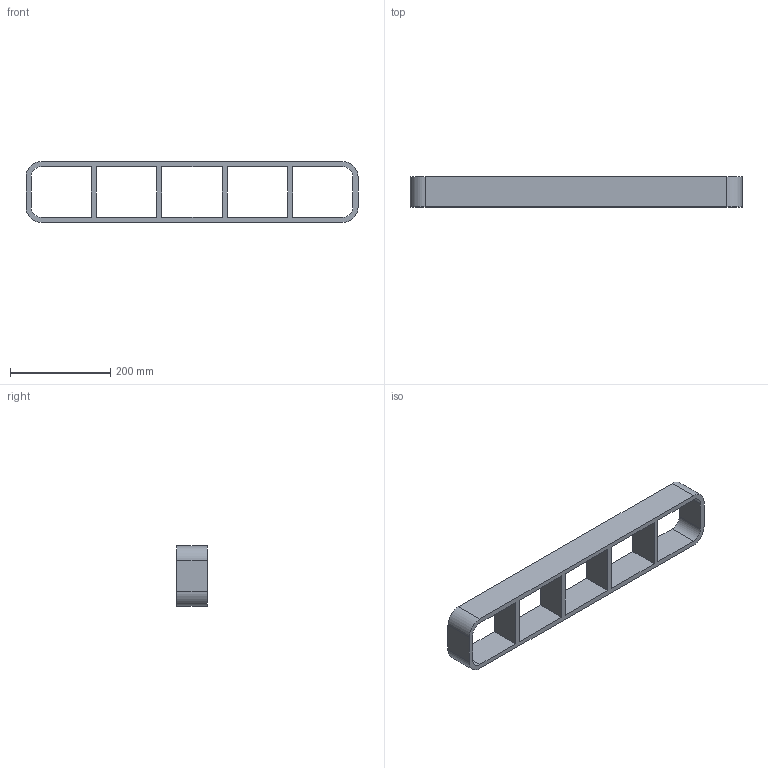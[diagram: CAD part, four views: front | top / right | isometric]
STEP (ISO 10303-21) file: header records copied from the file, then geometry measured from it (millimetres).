
FILE_DESCRIPTION((''),'2;1');
FILE_NAME('SRCR20-2X5.stp','2014-10-31T09:51:49',(''),(''),'Autodesk Inventor 2013','Autodesk Inventor 2013','');
FILE_SCHEMA(('AUTOMOTIVE_DESIGN { 1 0 10303 214 1 1 1 1 }'));
Length unit declared in the file: millimetre
Products named in the file (1): GH-ISO
Bounding box: 662.5 x 60 x 121 mm (x, y, z)
Volume: 1132847.8 mm3; surface area: 259531.1 mm2
Topology: 1 solids, 1 shells, 34 faces, 96 edges, 64 vertices
Faces by surface type: plane 26, cylinder 8
Entity records: 1142 total; most frequent: CARTESIAN_POINT 195, ORIENTED_EDGE 192, DIRECTION 182, EDGE_CURVE 96, VECTOR 80, LINE 80, VERTEX_POINT 64, AXIS2_PLACEMENT_3D 51
